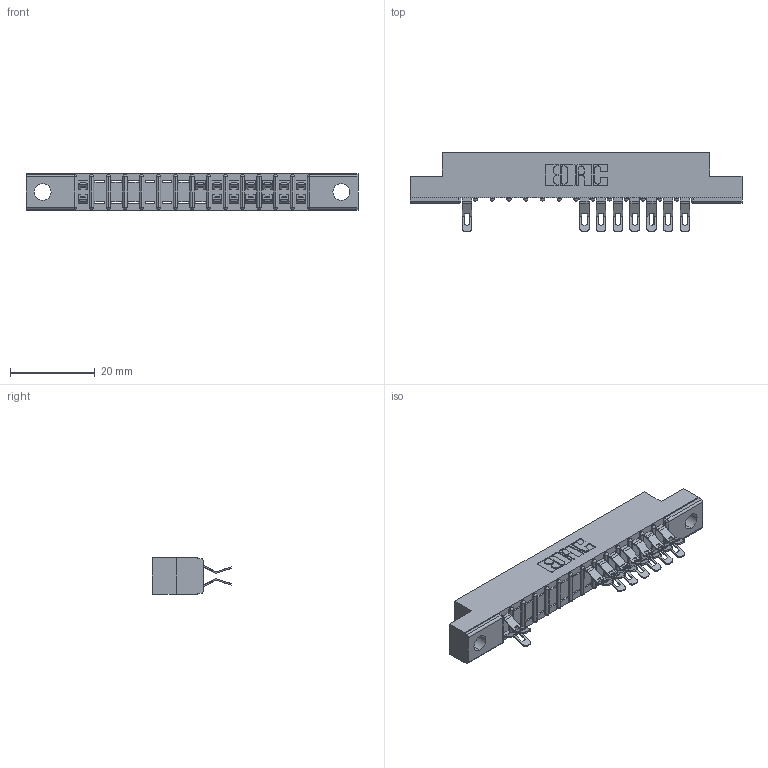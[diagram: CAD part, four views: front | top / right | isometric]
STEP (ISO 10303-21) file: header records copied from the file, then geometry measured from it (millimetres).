
FILE_DESCRIPTION (( 'STEP AP203' ), '1' );
FILE_NAME ('357-028-555-202.STEP', '2018-08-09T06:50:19', ( '' ), ( '' ), 'SwSTEP 2.0', 'SolidWorks 2016', '' );
FILE_SCHEMA (( 'CONFIG_CONTROL_DESIGN' ));
Length unit declared in the file: inch
Products named in the file (3): 307 Part_.128 Dia Mounting Holes; 307-290-001_555; 357-028-555-202
Assembly tree (16 placements, depth 2):
  357-028-555-202
    307 Part_.128 Dia Mounting Holes
    307-290-001_555  x15
Bounding box: 78.49 x 18.75 x 8.71 mm (x, y, z)
Volume: 4923.2 mm3; surface area: 7378.1 mm2
Topology: 16 solids, 16 shells, 1178 faces, 3454 edges, 2240 vertices
Faces by surface type: plane 658, cylinder 490, sphere 30
Entity records: 16025 total; most frequent: CARTESIAN_POINT 2689, ORIENTED_EDGE 2676, DIRECTION 2640, EDGE_CURVE 1338, VECTOR 1002, LINE 1002, VERTEX_POINT 868, AXIS2_PLACEMENT_3D 819
